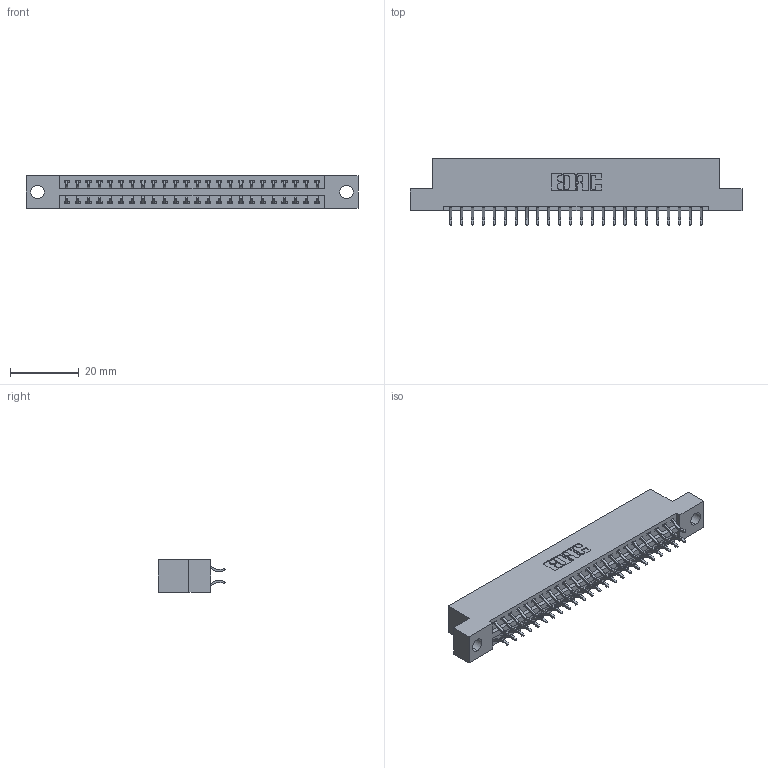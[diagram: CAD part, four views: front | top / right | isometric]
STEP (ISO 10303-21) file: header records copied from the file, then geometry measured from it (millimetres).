
FILE_DESCRIPTION (( 'STEP AP203' ), '1' );
FILE_NAME ('396-048-556-204.STEP', '2018-09-08T00:43:52', ( '' ), ( '' ), 'SwSTEP 2.0', 'SolidWorks 2016', '' );
FILE_SCHEMA (( 'CONFIG_CONTROL_DESIGN' ));
Length unit declared in the file: inch
Products named in the file (3): 346 Part_Flush Mounting Lugs - 0.156 Dia-TH; 345-292-001_556 Tail; 396-048-556-204
Assembly tree (49 placements, depth 2):
  396-048-556-204
    346 Part_Flush Mounting Lugs - 0.156 Dia-TH
    345-292-001_556 Tail  x48
Bounding box: 96.77 x 19.57 x 9.4 mm (x, y, z)
Volume: 9207.1 mm3; surface area: 12141.6 mm2
Topology: 49 solids, 49 shells, 2906 faces, 8633 edges, 5690 vertices
Faces by surface type: plane 1948, cylinder 958
Entity records: 18309 total; most frequent: CARTESIAN_POINT 3056, ORIENTED_EDGE 2978, DIRECTION 2733, EDGE_CURVE 1489, LINE 1253, VECTOR 1253, VERTEX_POINT 990, AXIS2_PLACEMENT_3D 740
